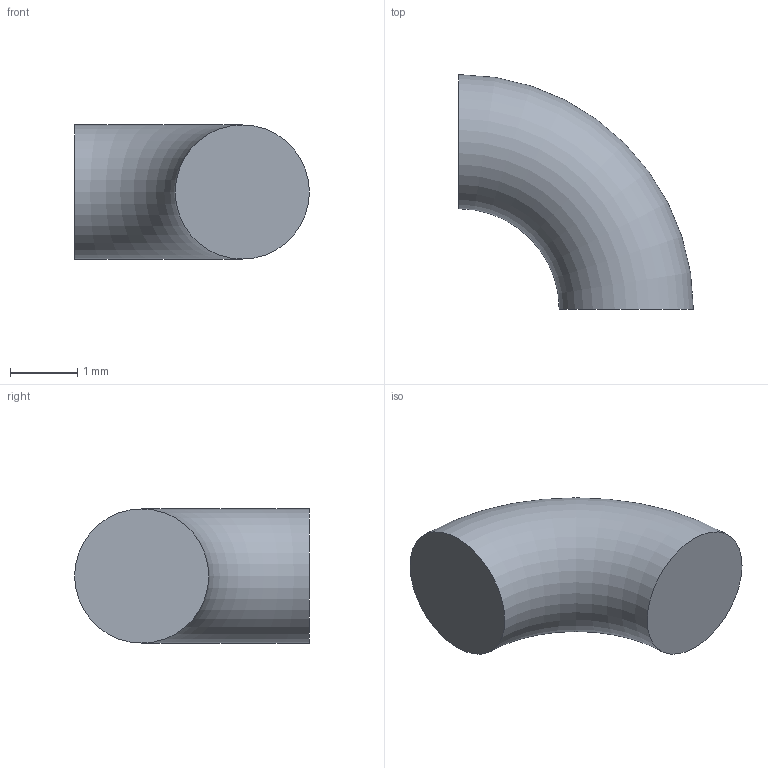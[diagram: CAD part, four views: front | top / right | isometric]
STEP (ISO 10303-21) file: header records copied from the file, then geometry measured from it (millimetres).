
FILE_DESCRIPTION(('Open CASCADE Model'),'2;1');
FILE_NAME('Open CASCADE Shape Model','2019-11-20T13:50:43',('Author'),( 'Open CASCADE'),'Open CASCADE STEP processor 7.1','Open CASCADE 7.1' ,'Unknown');
FILE_SCHEMA(('AUTOMOTIVE_DESIGN { 1 0 10303 214 1 1 1 1 }'));
Length unit declared in the file: millimetre
Products named in the file (13): Open CASCADE STEP translator 7.1 1; Open CASCADE STEP translator 7.1 1.1; Open CASCADE STEP translator 7.1 1.2; Open CASCADE STEP translator 7.1 1.3; Open CASCADE STEP translator 7.1 1.4; Open CASCADE STEP translator 7.1 1.5; Open CASCADE STEP translator 7.1 1.6; Open CASCADE STEP translator 7.1 1.7; Open CASCADE STEP translator 7.1 1.8; Open CASCADE STEP translator 7.1 1.9; Open CASCADE STEP translator 7.1 1.10; Open CASCADE STEP translator 7.1 1.11; Open CASCADE STEP translator 7.1 1.12
Assembly tree (12 placements, depth 2):
  Open CASCADE STEP translator 7.1 1
    Open CASCADE STEP translator 7.1 1.1
    Open CASCADE STEP translator 7.1 1.2
    Open CASCADE STEP translator 7.1 1.3
    Open CASCADE STEP translator 7.1 1.4
    Open CASCADE STEP translator 7.1 1.5
    Open CASCADE STEP translator 7.1 1.6
    Open CASCADE STEP translator 7.1 1.7
    Open CASCADE STEP translator 7.1 1.8
    Open CASCADE STEP translator 7.1 1.9
    Open CASCADE STEP translator 7.1 1.10
    Open CASCADE STEP translator 7.1 1.11
    Open CASCADE STEP translator 7.1 1.12
Bounding box: 3.5 x 3.5 x 2 mm (x, y, z)
Volume: 12.3 mm3; surface area: 92.9 mm2
Topology: 1 solids, 5 shells, 9 faces, 19 edges, 20 vertices
Faces by surface type: plane 6, torus 3
Entity records: 606 total; most frequent: DIRECTION 100, CARTESIAN_POINT 85, AXIS2_PLACEMENT_3D 41, PRODUCT_DEFINITION_SHAPE 25, CIRCLE 25, ORIENTED_EDGE 18, PCURVE 18, DEFINITIONAL_REPRESENTATION 18
